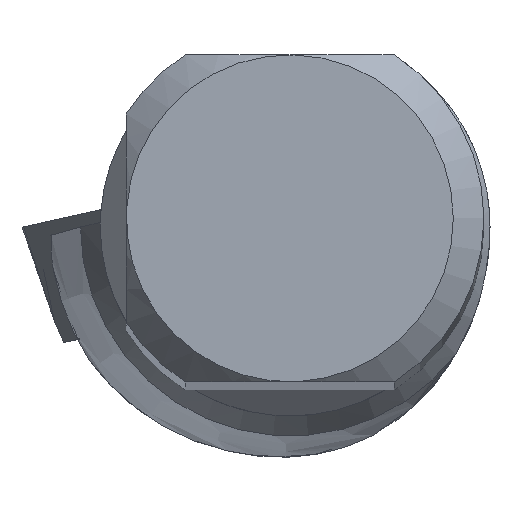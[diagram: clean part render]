
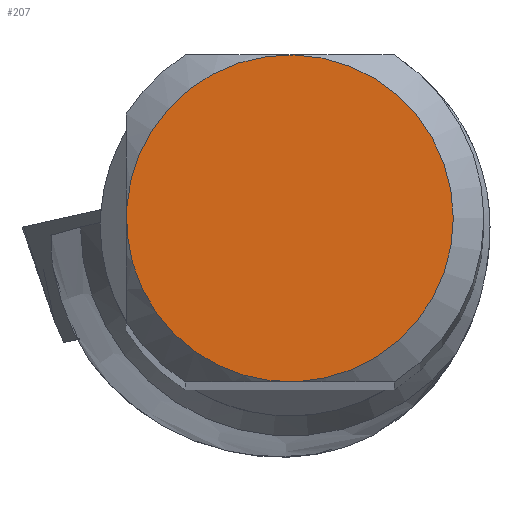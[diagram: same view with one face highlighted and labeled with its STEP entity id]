
A CAD part, top view. The second image highlights one B-rep face of the part: STEP entity #207.
In plain terms, the highlighted planar face has unit normal (0, 0, 1).
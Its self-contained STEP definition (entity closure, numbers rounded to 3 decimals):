
#166=FACE_OUTER_BOUND('',#410,.T.);
#207=ADVANCED_FACE('',(#166),#239,.T.);
#239=PLANE('',#995);
#410=EDGE_LOOP('',(#539));
#539=ORIENTED_EDGE('',*,*,#807,.T.);
#718=VERTEX_POINT('',#1513);
#807=EDGE_CURVE('',#718,#718,#869,.T.);
#869=CIRCLE('',#994,2.669);
#994=AXIS2_PLACEMENT_3D('',#1512,#1173,#1174);
#995=AXIS2_PLACEMENT_3D('',#1514,#1175,#1176);
#1173=DIRECTION('',(0.,0.,1.));
#1174=DIRECTION('',(1.,0.,0.));
#1175=DIRECTION('',(0.,0.,1.));
#1176=DIRECTION('',(1.,0.,0.));
#1512=CARTESIAN_POINT('',(0.,0.,0.));
#1513=CARTESIAN_POINT('',(2.669,0.,0.));
#1514=CARTESIAN_POINT('',(0.,0.,0.));
